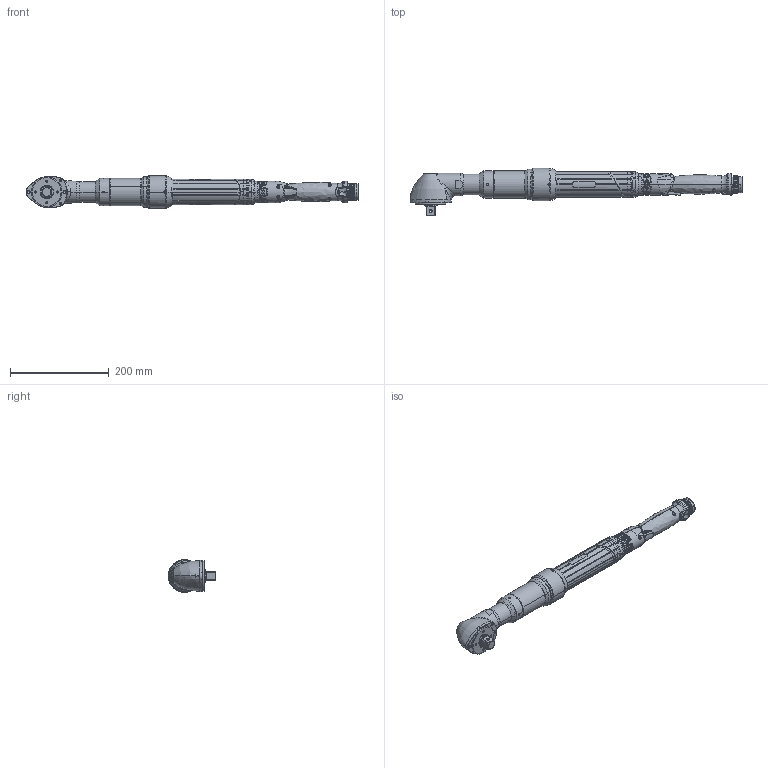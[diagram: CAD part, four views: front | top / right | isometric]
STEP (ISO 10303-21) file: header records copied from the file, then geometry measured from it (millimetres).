
FILE_DESCRIPTION((''),'2;1');
FILE_NAME('6151656820','2016-03-15T',('greextsd'),(''),'CREO PARAMETRIC BY PTC INC, 2015380','CREO PARAMETRIC BY PTC INC, 2015380','');
FILE_SCHEMA(('CONFIG_CONTROL_DESIGN'));
Products named in the file (1): 6151656820
Bounding box: 673.3 x 96.5 x 66 mm (x, y, z)
Volume: 431983.9 mm3; surface area: 254442.2 mm2
Topology: 9 solids, 10 shells, 2331 faces, 5957 edges, 3681 vertices
Faces by surface type: cylinder 796, bspline 586, plane 417, cone 305, torus 113, extrusion 85, sphere 29
Entity records: 130683 total; most frequent: CARTESIAN_POINT 80412, ORIENTED_EDGE 11832, DIRECTION 8482, EDGE_CURVE 5916, VERTEX_POINT 3680, AXIS2_PLACEMENT_3D 3365, B_SPLINE_CURVE_WITH_KNOTS 2629, EDGE_LOOP 2468
